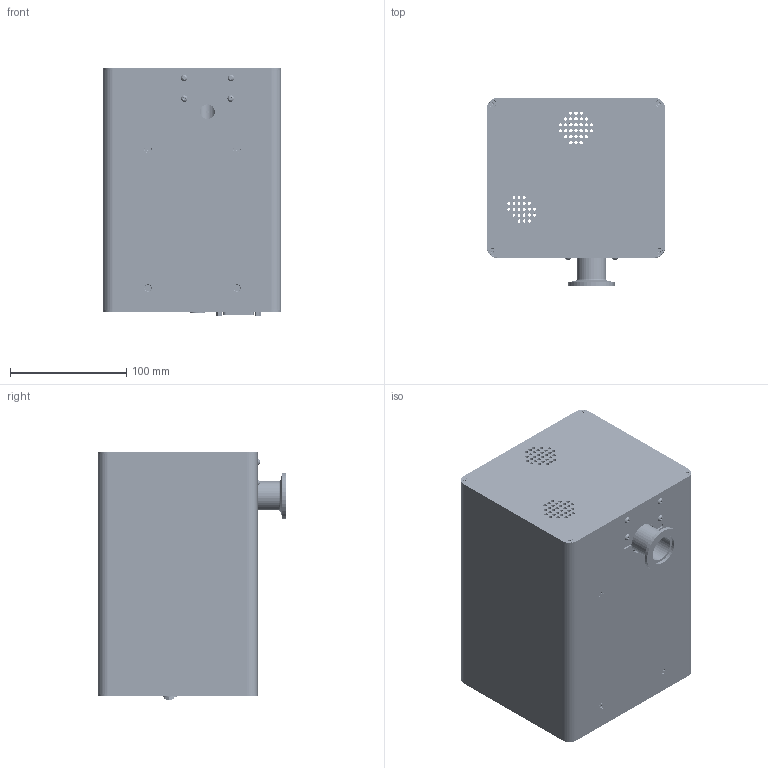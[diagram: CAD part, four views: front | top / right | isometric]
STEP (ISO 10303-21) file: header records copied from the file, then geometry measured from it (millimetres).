
FILE_DESCRIPTION(/* description */ (''),/* implementation_level */ '2;1');
FILE_NAME(/* name */ 'QUANTUS HP100 STP FILE.stp',/* time_stamp */ '2023-04-28T15:19:37-04:00',/* author */ (''),/* organization */ (''),/* preprocessor_version */ 'ST-DEVELOPER v16.7',/* originating_system */ 'SIEMENS PLM Software NX 12.0',/* authorisation */ '');
FILE_SCHEMA (('AP203_CONFIGURATION_CONTROLLED_3D_DESIGN_OF_MECHANICAL_PARTS_AND_ASSEMBLIES_MIM_LF { 1 0 10303 403 2 1 2}'));
Products named in the file (70): 009893_A_1; 011188_A_1; 011154_A_1; 011182_A_1; 011159_A_1; 011171_A_1; 011179_A_1; 011186_A_1; 011185_A_1; 011189_A_1; 011191_A_1; 011192_A_1; 011193_A_1; 011194_A_1; 011195_A_1; 011196_A_1; 011198_A_1; 011200_A_1; 011201_A_1; 011203_A_1; 011205_A_1; 011207_A_1; 011209_A_1; 011211_A_1; 011213_A_1; 011215_A_1; 011216_A_1; 011217_A_1; 011197_A_1; 011199_A_1; 011202_A_1; 011204_A_1; 011206_A_1; 011208_A_1; 011210_A_1; 011212_A_1; 011214_A_1; 011157_A_1; 011181_A_1; 011172_A_1 ...
Assembly tree (105 placements, depth 4):
  SK-JL-LP-STP-TEST_1_1-LP STP TEST
    011173_A_1
      011175_A_1  x6
      011177_A_1
        011185_A_1
        011186_A_1
      011164_A_1
      011170_A_1
      011163_A_1
        011179_A_1
        011171_A_1
      011160_A_1  x2
      011180_A_1  x6
      011162_A_1
      011187_A_1
      011167_A_1
      011165_A_1
      011172_A_1  x4
      011181_A_1
      011156_A_1
        011159_A_1
        011182_A_1  x6
        011154_A_1
        011188_A_1
      011157_A_1
    011169_A_1  x2
    011158_A_1
    011174_A_1
    011168_A_1
    011183_A_1  x9
    011176_A_1  x4
    011184_A_1
    011155_A_1
    011161_A_1  x4
    011166_A_1
    009567_A_1
    009566_A_1
    009568_A_1  x3
    009565_A_1
    009894_A_1
      011214_A_1
      011212_A_1
      011210_A_1
      011208_A_1
      011206_A_1
      011204_A_1
      011202_A_1
      011199_A_1
      011197_A_1
      011217_A_1
      011216_A_1
      011215_A_1
      011213_A_1
      011211_A_1
      011209_A_1
      011207_A_1
      011205_A_1
      011203_A_1
      011201_A_1
      011200_A_1
Bounding box: 153.16 x 161.86 x 213.54 mm (x, y, z)
Volume: 779512 mm3; surface area: 423737.4 mm2
Topology: 117 solids, 135 shells, 7351 faces, 19214 edges, 12393 vertices
Faces by surface type: plane 3153, cylinder 2519, cone 1197, bspline 409, torus 50, sphere 23
Full cylindrical faces by diameter (mm): 0.406 x11, 0.457 x6, 0.508 x4, 0.61 x10, 0.889 x18, 0.991 x1, 1.016 x1, 1.27 x2, 1.65 x1, 1.727 x1, 2.261 x3, 2.489 x1, 2.5 x32, 2.54 x1, 2.594 x324, 2.84 x2, 3 x313, 3.048 x154, 3.175 x7, 3.2 x4, 3.251 x1, 3.264 x10, 3.454 x17, 3.5 x1, 4.115 x1, 4.4 x4, 4.674 x1, 5.004 x1, 5.08 x1, 5.2 x1
Entity records: 152533 total; most frequent: CARTESIAN_POINT 44143, ORIENTED_EDGE 19368, DIRECTION 19182, EDGE_CURVE 9684, VERTEX_POINT 6611, AXIS2_PLACEMENT_3D 6467, LINE 6248, VECTOR 6248
